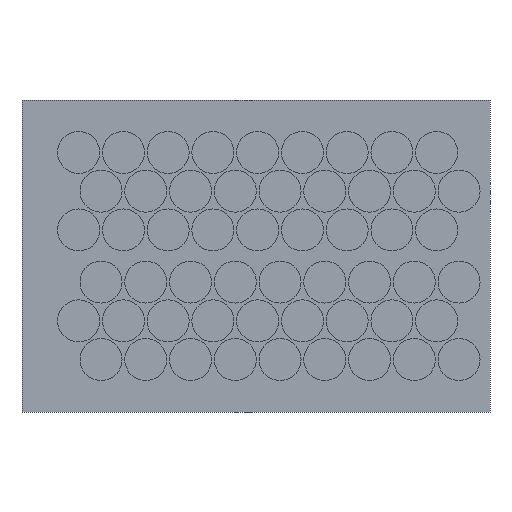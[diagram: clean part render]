
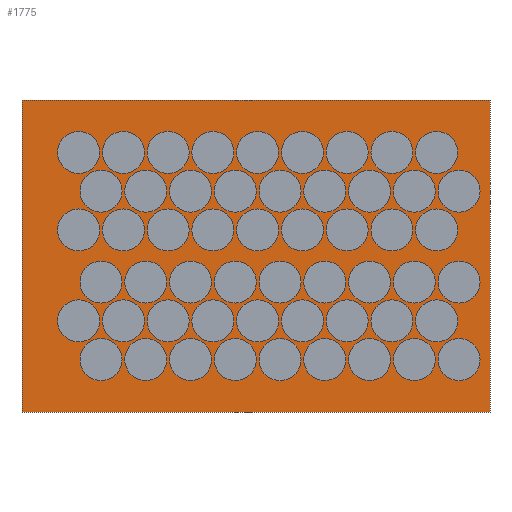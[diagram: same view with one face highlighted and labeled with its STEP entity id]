
A CAD part, front view. The second image highlights one B-rep face of the part: STEP entity #1775.
In plain terms, the highlighted planar face has unit normal (0, -1, 0).
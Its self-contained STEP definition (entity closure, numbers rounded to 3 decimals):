
#3 = LINE ( 'NONE', #3784, #1878 ) ;
#249 = CARTESIAN_POINT ( 'NONE',  ( 120., 0., -80. ) ) ;
#792 = VERTEX_POINT ( 'NONE', #1790 ) ;
#1129 = ORIENTED_EDGE ( 'NONE', *, *, #1621, .F. ) ;
#1215 = CARTESIAN_POINT ( 'NONE',  ( 120., 0., 80. ) ) ;
#1450 = VERTEX_POINT ( 'NONE', #1603 ) ;
#1509 = DIRECTION ( 'NONE',  ( 1., 0., 0. ) ) ;
#1513 = VERTEX_POINT ( 'NONE', #249 ) ;
#1515 = ORIENTED_EDGE ( 'NONE', *, *, #2365, .F. ) ;
#1603 = CARTESIAN_POINT ( 'NONE',  ( 120., 0., 80. ) ) ;
#1621 = EDGE_CURVE ( 'NONE', #792, #1771, #2272, .T. ) ;
#1771 = VERTEX_POINT ( 'NONE', #5257 ) ;
#1775 = ADVANCED_FACE ( 'NONE', ( #2770 ), #4323, .T. ) ;
#1790 = CARTESIAN_POINT ( 'NONE',  ( -120., 0., -80. ) ) ;
#1843 = VECTOR ( 'NONE', #1509, 1000. ) ;
#1878 = VECTOR ( 'NONE', #2455, 1000. ) ;
#2020 = DIRECTION ( 'NONE',  ( 0., 0., -1. ) ) ;
#2241 = CARTESIAN_POINT ( 'NONE',  ( -120., 0., 80. ) ) ;
#2272 = LINE ( 'NONE', #2241, #3073 ) ;
#2365 = EDGE_CURVE ( 'NONE', #1450, #1513, #3059, .T. ) ;
#2446 = DIRECTION ( 'NONE',  ( 0., -1., 0. ) ) ;
#2455 = DIRECTION ( 'NONE',  ( -1., 0., 0. ) ) ;
#2639 = EDGE_CURVE ( 'NONE', #1771, #1450, #3357, .T. ) ;
#2770 = FACE_OUTER_BOUND ( 'NONE', #3121, .T. ) ;
#2886 = VECTOR ( 'NONE', #5856, 1000. ) ;
#2940 = CARTESIAN_POINT ( 'NONE',  ( 0., 0., 0. ) ) ;
#3059 = LINE ( 'NONE', #1215, #2886 ) ;
#3073 = VECTOR ( 'NONE', #5943, 1000. ) ;
#3121 = EDGE_LOOP ( 'NONE', ( #1515, #5674, #1129, #5009 ) ) ;
#3357 = LINE ( 'NONE', #5159, #1843 ) ;
#3784 = CARTESIAN_POINT ( 'NONE',  ( -120., 0., -80. ) ) ;
#4323 = PLANE ( 'NONE',  #5604 ) ;
#5009 = ORIENTED_EDGE ( 'NONE', *, *, #5897, .F. ) ;
#5159 = CARTESIAN_POINT ( 'NONE',  ( -120., 0., 80. ) ) ;
#5257 = CARTESIAN_POINT ( 'NONE',  ( -120., 0., 80. ) ) ;
#5604 = AXIS2_PLACEMENT_3D ( 'NONE', #2940, #2446, #2020 ) ;
#5674 = ORIENTED_EDGE ( 'NONE', *, *, #2639, .F. ) ;
#5856 = DIRECTION ( 'NONE',  ( 0., 0., -1. ) ) ;
#5897 = EDGE_CURVE ( 'NONE', #1513, #792, #3, .T. ) ;
#5943 = DIRECTION ( 'NONE',  ( 0., 0., 1. ) ) ;
